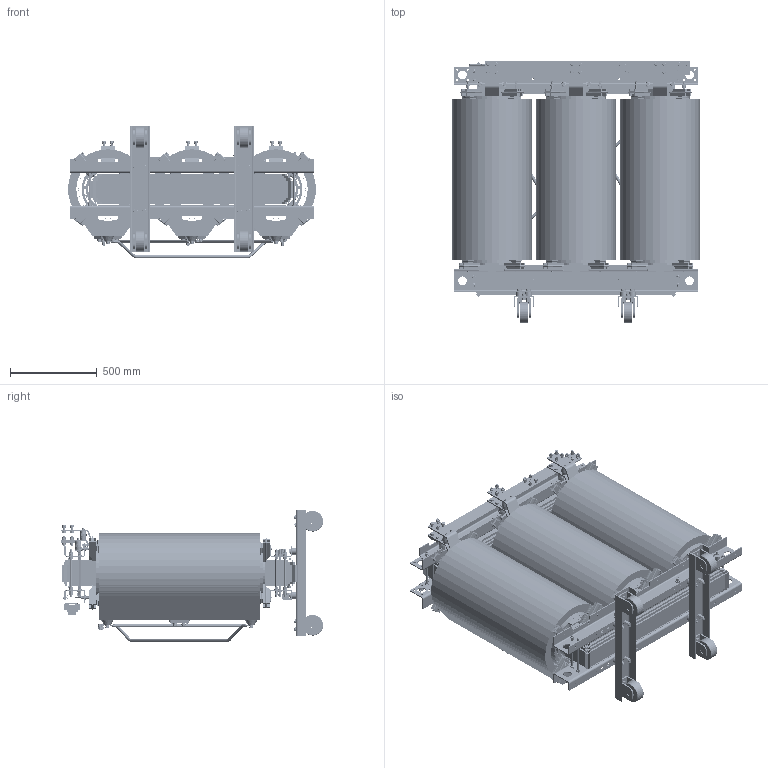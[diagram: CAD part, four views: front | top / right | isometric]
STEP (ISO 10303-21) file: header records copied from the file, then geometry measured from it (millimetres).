
FILE_DESCRIPTION (( 'STEP AP214' ), '1' );
FILE_NAME ('ﾒﾋﾑ-630 ﾄ.Y (ﾀ).STEP', '2023-06-08T07:51:28', ( '' ), ( '' ), 'SwSTEP 2.0', 'SolidWorks 2010', '' );
FILE_SCHEMA (( 'AUTOMOTIVE_DESIGN' ));
Length unit declared in the file: millimetre
Products named in the file (1): ﾒﾋﾑ-630 ﾄ.Y (ﾀ)
Bounding box: 1430 x 1512.49 x 762.5 mm (x, y, z)
Surface area: 47684466.9 mm2 (no closed solid volume)
Topology: 0 solids, 1362 shells, 7424 faces, 46545 edges, 39544 vertices
Faces by surface type: plane 4774, cylinder 2022, cone 535, torus 59, bspline 32, sphere 2
Entity records: 540416 total; most frequent: CARTESIAN_POINT 118862, DIRECTION 65669, ORIENTED_EDGE 57676, EDGE_CURVE 46545, VERTEX_POINT 39544, LINE 36203, VECTOR 36203, AXIS2_PLACEMENT_3D 14733
